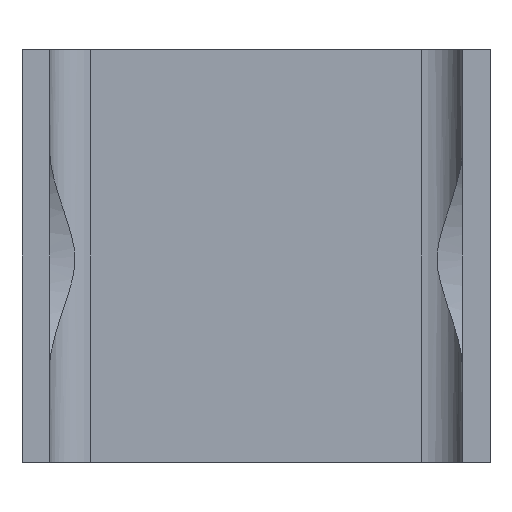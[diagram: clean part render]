
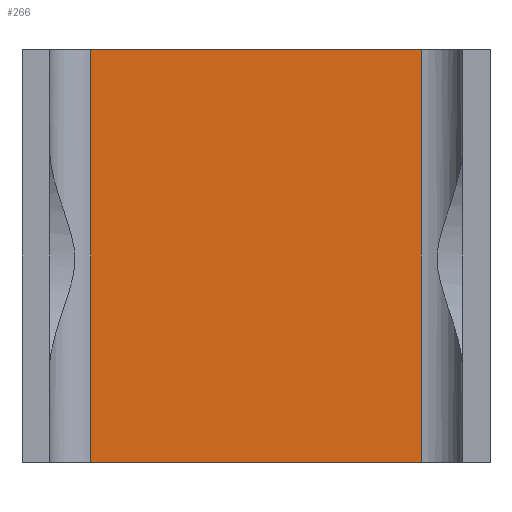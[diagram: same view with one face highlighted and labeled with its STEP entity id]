
A CAD part, front view. The second image highlights one B-rep face of the part: STEP entity #266.
In plain terms, the highlighted planar face has unit normal (0, -1, 0).
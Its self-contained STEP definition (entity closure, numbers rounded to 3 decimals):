
#2 = PLANE ( 'NONE',  #741 ) ;
#18 = ORIENTED_EDGE ( 'NONE', *, *, #689, .T. ) ;
#46 = CARTESIAN_POINT ( 'NONE',  ( 29., 26., 30. ) ) ;
#101 = CARTESIAN_POINT ( 'NONE',  ( 29., 26., 30. ) ) ;
#120 = ORIENTED_EDGE ( 'NONE', *, *, #131, .F. ) ;
#131 = EDGE_CURVE ( 'NONE', #459, #310, #354, .T. ) ;
#136 = ORIENTED_EDGE ( 'NONE', *, *, #263, .T. ) ;
#156 = CARTESIAN_POINT ( 'NONE',  ( 5., 26., 30. ) ) ;
#186 = EDGE_CURVE ( 'NONE', #310, #577, #743, .T. ) ;
#187 = VECTOR ( 'NONE', #222, 1000. ) ;
#209 = VECTOR ( 'NONE', #585, 1000. ) ;
#222 = DIRECTION ( 'NONE',  ( 0., 0., -1. ) ) ;
#233 = VECTOR ( 'NONE', #282, 1000. ) ;
#242 = CARTESIAN_POINT ( 'NONE',  ( 29., 26., 30. ) ) ;
#263 = EDGE_CURVE ( 'NONE', #459, #527, #566, .T. ) ;
#266 = ADVANCED_FACE ( 'NONE', ( #570 ), #2, .F. ) ;
#282 = DIRECTION ( 'NONE',  ( 1., 0., 0. ) ) ;
#283 = DIRECTION ( 'NONE',  ( -1., 0., 0. ) ) ;
#310 = VERTEX_POINT ( 'NONE', #101 ) ;
#354 = LINE ( 'NONE', #242, #209 ) ;
#359 = ORIENTED_EDGE ( 'NONE', *, *, #186, .F. ) ;
#459 = VERTEX_POINT ( 'NONE', #543 ) ;
#509 = DIRECTION ( 'NONE',  ( 0., 0., -1. ) ) ;
#515 = CARTESIAN_POINT ( 'NONE',  ( 29., 26., 0. ) ) ;
#527 = VERTEX_POINT ( 'NONE', #707 ) ;
#531 = LINE ( 'NONE', #686, #233 ) ;
#543 = CARTESIAN_POINT ( 'NONE',  ( 5., 26., 30. ) ) ;
#566 = LINE ( 'NONE', #156, #643 ) ;
#570 = FACE_OUTER_BOUND ( 'NONE', #581, .T. ) ;
#577 = VERTEX_POINT ( 'NONE', #515 ) ;
#581 = EDGE_LOOP ( 'NONE', ( #18, #359, #120, #136 ) ) ;
#585 = DIRECTION ( 'NONE',  ( 1., 0., 0. ) ) ;
#643 = VECTOR ( 'NONE', #509, 1000. ) ;
#686 = CARTESIAN_POINT ( 'NONE',  ( 29., 26., 0. ) ) ;
#689 = EDGE_CURVE ( 'NONE', #527, #577, #531, .T. ) ;
#691 = CARTESIAN_POINT ( 'NONE',  ( 29., 26., 30. ) ) ;
#707 = CARTESIAN_POINT ( 'NONE',  ( 5., 26., 0. ) ) ;
#741 = AXIS2_PLACEMENT_3D ( 'NONE', #691, #749, #283 ) ;
#743 = LINE ( 'NONE', #46, #187 ) ;
#749 = DIRECTION ( 'NONE',  ( 0., 1., 0. ) ) ;
